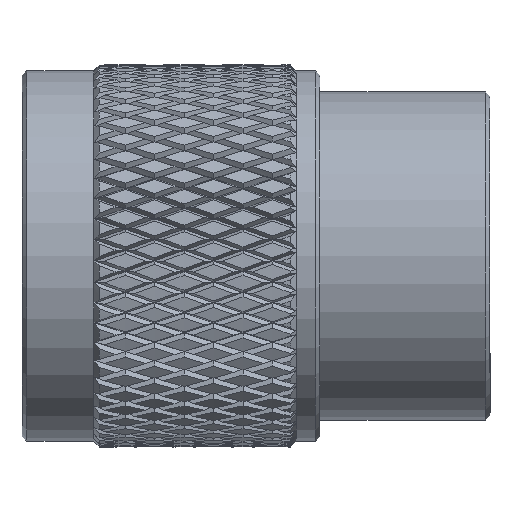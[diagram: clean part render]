
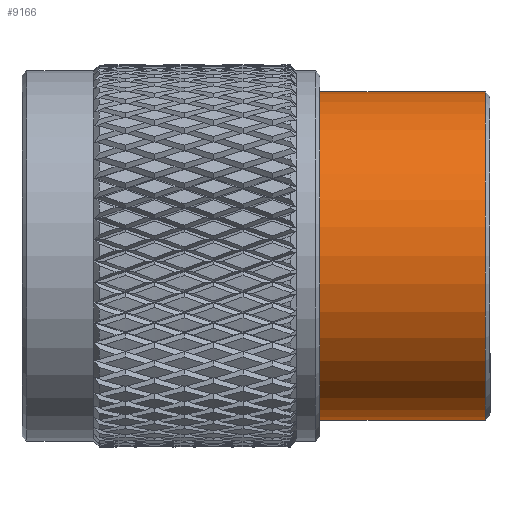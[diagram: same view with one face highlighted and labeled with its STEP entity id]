
A CAD part, top view. The second image highlights one B-rep face of the part: STEP entity #9166.
In plain terms, the highlighted cylindrical face has radius 8.725 mm (diameter 17.45 mm), a partial arc.
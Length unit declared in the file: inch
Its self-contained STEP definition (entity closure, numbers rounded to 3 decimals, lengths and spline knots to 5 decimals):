
#474 = AXIS2_PLACEMENT_3D ( 'NONE', #17823, #31076, #25244 ) ;
#1960 = CARTESIAN_POINT ( 'NONE',  ( 0.97, 0.3435, 0. ) ) ;
#3312 = VERTEX_POINT ( 'NONE', #79441 ) ;
#6514 = CARTESIAN_POINT ( 'NONE',  ( 0.6, -0.3435, 0. ) ) ;
#7241 = DIRECTION ( 'NONE',  ( 1., 0., 0. ) ) ;
#7483 = CIRCLE ( 'NONE', #60707, 0.3435 ) ;
#9166 = ADVANCED_FACE ( 'NONE', ( #14554 ), #77394, .T. ) ;
#9856 = LINE ( 'NONE', #78425, #48487 ) ;
#12220 = CARTESIAN_POINT ( 'NONE',  ( 0.62383, 0., 0. ) ) ;
#12833 = DIRECTION ( 'NONE',  ( 0., 1., 0. ) ) ;
#13761 = ORIENTED_EDGE ( 'NONE', *, *, #55554, .F. ) ;
#14554 = FACE_OUTER_BOUND ( 'NONE', #54500, .T. ) ;
#15601 = LINE ( 'NONE', #6514, #43148 ) ;
#17823 = CARTESIAN_POINT ( 'NONE',  ( 0.97, 0., 0. ) ) ;
#21013 = CARTESIAN_POINT ( 'NONE',  ( 0.97, -0.3435, 0. ) ) ;
#22947 = DIRECTION ( 'NONE',  ( 0., 1., 0. ) ) ;
#25244 = DIRECTION ( 'NONE',  ( 0., -1., 0. ) ) ;
#25488 = VERTEX_POINT ( 'NONE', #36515 ) ;
#29029 = AXIS2_PLACEMENT_3D ( 'NONE', #65171, #66060, #22947 ) ;
#31076 = DIRECTION ( 'NONE',  ( -1., 0., 0. ) ) ;
#31303 = EDGE_CURVE ( 'NONE', #3312, #50330, #15601, .T. ) ;
#33540 = ORIENTED_EDGE ( 'NONE', *, *, #31303, .T. ) ;
#34856 = DIRECTION ( 'NONE',  ( 1., 0., 0. ) ) ;
#36515 = CARTESIAN_POINT ( 'NONE',  ( 0.62383, 0.3435, 0. ) ) ;
#38046 = ORIENTED_EDGE ( 'NONE', *, *, #42849, .F. ) ;
#42849 = EDGE_CURVE ( 'NONE', #25488, #69908, #9856, .T. ) ;
#43148 = VECTOR ( 'NONE', #34856, 39.37008 ) ;
#48487 = VECTOR ( 'NONE', #7241, 39.37008 ) ;
#50330 = VERTEX_POINT ( 'NONE', #21013 ) ;
#54500 = EDGE_LOOP ( 'NONE', ( #13761, #33540, #64481, #38046 ) ) ;
#55554 = EDGE_CURVE ( 'NONE', #3312, #25488, #7483, .T. ) ;
#60707 = AXIS2_PLACEMENT_3D ( 'NONE', #12220, #89495, #12833 ) ;
#61044 = EDGE_CURVE ( 'NONE', #50330, #69908, #62282, .T. ) ;
#62282 = CIRCLE ( 'NONE', #474, 0.3435 ) ;
#64481 = ORIENTED_EDGE ( 'NONE', *, *, #61044, .T. ) ;
#65171 = CARTESIAN_POINT ( 'NONE',  ( 0.6, 0., 0. ) ) ;
#66060 = DIRECTION ( 'NONE',  ( 1., 0., 0. ) ) ;
#69908 = VERTEX_POINT ( 'NONE', #1960 ) ;
#77394 = CYLINDRICAL_SURFACE ( 'NONE', #29029, 0.3435 ) ;
#78425 = CARTESIAN_POINT ( 'NONE',  ( 0.6, 0.3435, 0. ) ) ;
#79441 = CARTESIAN_POINT ( 'NONE',  ( 0.62383, -0.3435, 0. ) ) ;
#89495 = DIRECTION ( 'NONE',  ( -1., 0., 0. ) ) ;
